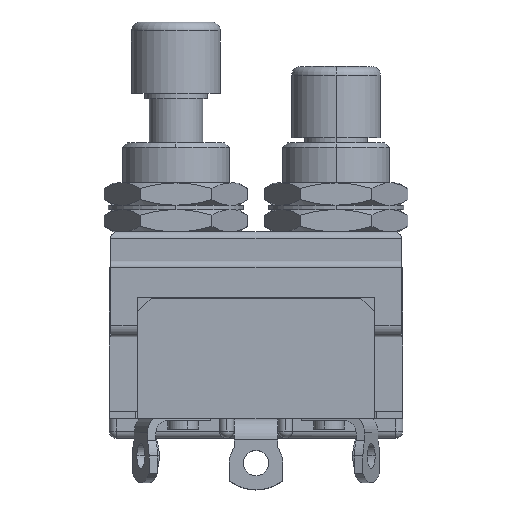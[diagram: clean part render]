
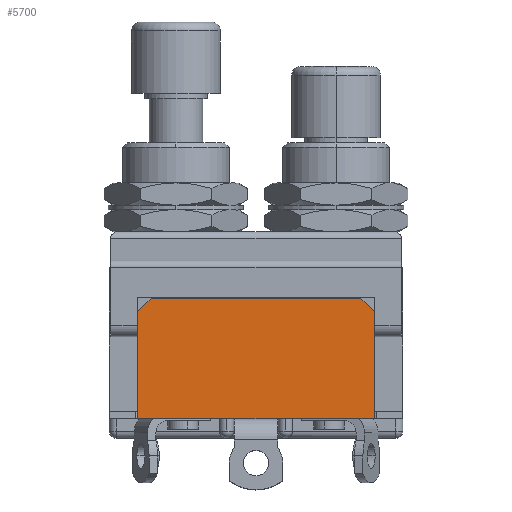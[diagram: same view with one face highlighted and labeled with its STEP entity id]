
A CAD part, top view. The second image highlights one B-rep face of the part: STEP entity #5700.
In plain terms, the highlighted planar face has unit normal (0, 0, 1).
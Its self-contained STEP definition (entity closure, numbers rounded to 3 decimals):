
#123 = CARTESIAN_POINT ( 'NONE',  ( -11.8, -3.5, 9.6 ) ) ;
#192 = CARTESIAN_POINT ( 'NONE',  ( -13.3, -5., 9.6 ) ) ;
#326 = VECTOR ( 'NONE', #6563, 1000. ) ;
#732 = VECTOR ( 'NONE', #3686, 1000. ) ;
#913 = DIRECTION ( 'NONE',  ( 0., 0., -1. ) ) ;
#1023 = CARTESIAN_POINT ( 'NONE',  ( 11.8, -3.5, 9.6 ) ) ;
#1142 = VERTEX_POINT ( 'NONE', #9455 ) ;
#1197 = ORIENTED_EDGE ( 'NONE', *, *, #8899, .T. ) ;
#1210 = LINE ( 'NONE', #9996, #732 ) ;
#1357 = VECTOR ( 'NONE', #7863, 1000. ) ;
#1433 = EDGE_CURVE ( 'NONE', #8349, #2604, #5827, .T. ) ;
#1488 = CARTESIAN_POINT ( 'NONE',  ( -13.3, -5., 9.6 ) ) ;
#1676 = PLANE ( 'NONE',  #2208 ) ;
#1815 = EDGE_LOOP ( 'NONE', ( #5844, #6814, #9176, #1197, #4868, #5213 ) ) ;
#1825 = EDGE_CURVE ( 'NONE', #1142, #8349, #3065, .T. ) ;
#2030 = CARTESIAN_POINT ( 'NONE',  ( 13.3, -17., 9.6 ) ) ;
#2208 = AXIS2_PLACEMENT_3D ( 'NONE', #4923, #913, #9546 ) ;
#2604 = VERTEX_POINT ( 'NONE', #3525 ) ;
#3065 = LINE ( 'NONE', #4784, #1357 ) ;
#3525 = CARTESIAN_POINT ( 'NONE',  ( 13.3, -5., 9.6 ) ) ;
#3555 = VERTEX_POINT ( 'NONE', #192 ) ;
#3686 = DIRECTION ( 'NONE',  ( 0., -1., 0. ) ) ;
#3718 = VECTOR ( 'NONE', #5131, 1000. ) ;
#4784 = CARTESIAN_POINT ( 'NONE',  ( -13.3, -17., 9.6 ) ) ;
#4868 = ORIENTED_EDGE ( 'NONE', *, *, #4999, .T. ) ;
#4923 = CARTESIAN_POINT ( 'NONE',  ( -13.3, -3.5, 9.6 ) ) ;
#4999 = EDGE_CURVE ( 'NONE', #3555, #1142, #1210, .T. ) ;
#5131 = DIRECTION ( 'NONE',  ( 0., 1., 0. ) ) ;
#5155 = VECTOR ( 'NONE', #8067, 1000. ) ;
#5194 = VECTOR ( 'NONE', #10046, 1000. ) ;
#5213 = ORIENTED_EDGE ( 'NONE', *, *, #1825, .T. ) ;
#5600 = CARTESIAN_POINT ( 'NONE',  ( 11.8, -3.5, 9.6 ) ) ;
#5648 = CARTESIAN_POINT ( 'NONE',  ( -13.3, -3.5, 9.6 ) ) ;
#5700 = ADVANCED_FACE ( 'NONE', ( #6403 ), #1676, .F. ) ;
#5715 = CARTESIAN_POINT ( 'NONE',  ( 13.3, -17., 9.6 ) ) ;
#5726 = VERTEX_POINT ( 'NONE', #123 ) ;
#5774 = EDGE_CURVE ( 'NONE', #9604, #5726, #10059, .T. ) ;
#5827 = LINE ( 'NONE', #2030, #3718 ) ;
#5844 = ORIENTED_EDGE ( 'NONE', *, *, #1433, .T. ) ;
#6403 = FACE_OUTER_BOUND ( 'NONE', #1815, .T. ) ;
#6563 = DIRECTION ( 'NONE',  ( -0.707, 0.707, 0. ) ) ;
#6814 = ORIENTED_EDGE ( 'NONE', *, *, #7005, .T. ) ;
#7005 = EDGE_CURVE ( 'NONE', #2604, #9604, #9442, .T. ) ;
#7294 = LINE ( 'NONE', #1488, #5194 ) ;
#7863 = DIRECTION ( 'NONE',  ( 1., 0., 0. ) ) ;
#8067 = DIRECTION ( 'NONE',  ( -1., 0., 0. ) ) ;
#8349 = VERTEX_POINT ( 'NONE', #5715 ) ;
#8899 = EDGE_CURVE ( 'NONE', #5726, #3555, #7294, .T. ) ;
#9176 = ORIENTED_EDGE ( 'NONE', *, *, #5774, .T. ) ;
#9442 = LINE ( 'NONE', #1023, #326 ) ;
#9455 = CARTESIAN_POINT ( 'NONE',  ( -13.3, -17., 9.6 ) ) ;
#9546 = DIRECTION ( 'NONE',  ( -1., 0., 0. ) ) ;
#9604 = VERTEX_POINT ( 'NONE', #5600 ) ;
#9996 = CARTESIAN_POINT ( 'NONE',  ( -13.3, -17., 9.6 ) ) ;
#10046 = DIRECTION ( 'NONE',  ( -0.707, -0.707, 0. ) ) ;
#10059 = LINE ( 'NONE', #5648, #5155 ) ;
